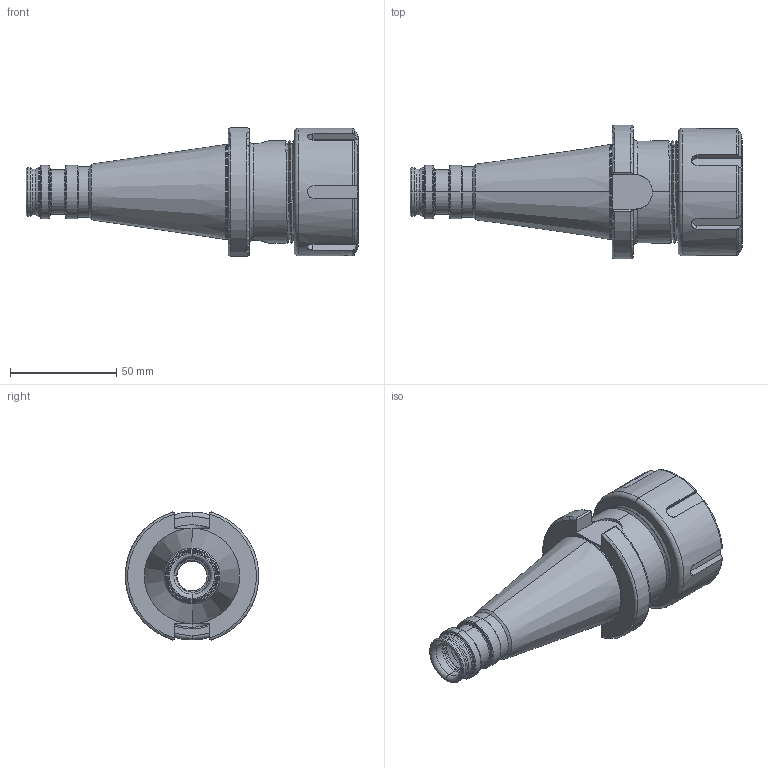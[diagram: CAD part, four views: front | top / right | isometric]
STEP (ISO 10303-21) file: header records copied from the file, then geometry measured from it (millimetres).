
FILE_DESCRIPTION (( 'STEP AP203' ), '1' );
FILE_NAME ('401.01.25.STEP', '2016-11-26T03:50:29', ( '' ), ( '' ), 'SwSTEP 2.0', 'SolidWorks 2012', '' );
FILE_SCHEMA (( 'CONFIG_CONTROL_DESIGN' ));
Length unit declared in the file: millimetre
Products named in the file (7): OZ螺帽螺絲 M5; OZ25002PD; OZ25#200 3.96MM鋼珠; 401.01.25; OZ25001PD; OZ25Y1
Assembly tree (40 placements, depth 3):
  401.01.25
    401.01.25
    OZ25Y1
      OZ25001PD
      OZ25002PD
      OZ螺帽螺絲 M5
      OZ25#200 3.96MM鋼珠  x35
Bounding box: 155.93 x 62.57 x 60.15 mm (x, y, z)
Volume: 157542.4 mm3; surface area: 57205.7 mm2
Topology: 39 solids, 39 shells, 433 faces, 1191 edges, 770 vertices
Faces by surface type: cylinder 147, sphere 70, torus 66, cone 62, plane 55, bspline 33
Entity records: 28520 total; most frequent: CARTESIAN_POINT 18740, ORIENTED_EDGE 1896, DIRECTION 1561, EDGE_CURVE 948, AXIS2_PLACEMENT_3D 649, VERTEX_POINT 597, EDGE_LOOP 377, FACE_OUTER_BOUND 365
